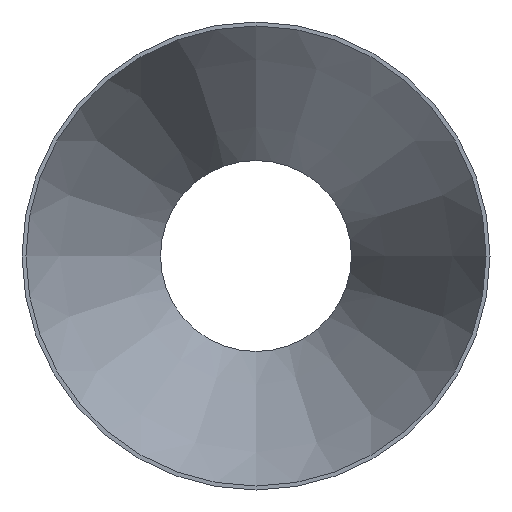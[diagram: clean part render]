
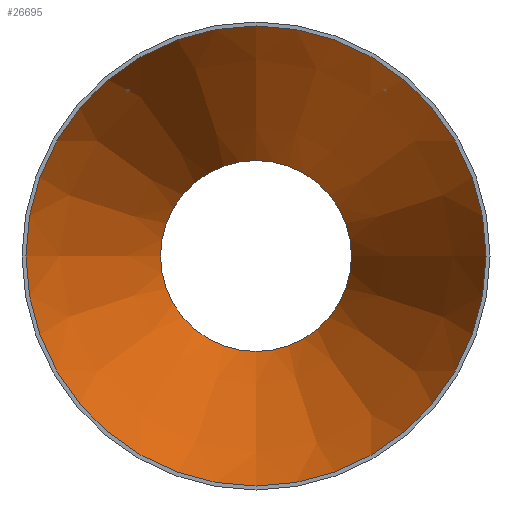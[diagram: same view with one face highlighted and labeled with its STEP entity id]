
A CAD part, front view. The second image highlights one B-rep face of the part: STEP entity #26695.
In plain terms, the highlighted conical face has half-angle 22.299 degrees and reference radius 124.838 mm.
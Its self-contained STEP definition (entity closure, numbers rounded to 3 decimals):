
#4301 = CONICAL_SURFACE ( 'NONE', #31952, 124.838, 0.389 ) ;
#4696 = CARTESIAN_POINT ( 'NONE',  ( 0., 178., -51.838 ) ) ;
#4723 = DIRECTION ( 'NONE',  ( 0., -1., 0. ) ) ;
#4932 = ORIENTED_EDGE ( 'NONE', *, *, #10351, .F. ) ;
#7004 = DIRECTION ( 'NONE',  ( 0., -1., 0. ) ) ;
#7108 = FACE_OUTER_BOUND ( 'NONE', #20391, .T. ) ;
#7267 = DIRECTION ( 'NONE',  ( 0., 0., -1. ) ) ;
#8534 = DIRECTION ( 'NONE',  ( 0., -1., 0. ) ) ;
#10351 = EDGE_CURVE ( 'NONE', #27918, #27918, #21976, .T. ) ;
#11754 = CARTESIAN_POINT ( 'NONE',  ( 0., 178., 0. ) ) ;
#15181 = EDGE_LOOP ( 'NONE', ( #4932 ) ) ;
#16922 = AXIS2_PLACEMENT_3D ( 'NONE', #24802, #8534, #22085 ) ;
#18232 = CARTESIAN_POINT ( 'NONE',  ( 0., 0., -124.838 ) ) ;
#19543 = ORIENTED_EDGE ( 'NONE', *, *, #30616, .T. ) ;
#19639 = CIRCLE ( 'NONE', #16922, 124.838 ) ;
#20391 = EDGE_LOOP ( 'NONE', ( #19543 ) ) ;
#21094 = VERTEX_POINT ( 'NONE', #18232 ) ;
#21976 = CIRCLE ( 'NONE', #29049, 51.838 ) ;
#22085 = DIRECTION ( 'NONE',  ( 0., 0., -1. ) ) ;
#22846 = FACE_BOUND ( 'NONE', #15181, .T. ) ;
#24802 = CARTESIAN_POINT ( 'NONE',  ( 0., 0., 0. ) ) ;
#26695 = ADVANCED_FACE ( 'NONE', ( #22846, #7108 ), #4301, .F. ) ;
#27273 = CARTESIAN_POINT ( 'NONE',  ( 0., 0., 0. ) ) ;
#27918 = VERTEX_POINT ( 'NONE', #4696 ) ;
#29049 = AXIS2_PLACEMENT_3D ( 'NONE', #11754, #7004, #32487 ) ;
#30616 = EDGE_CURVE ( 'NONE', #21094, #21094, #19639, .T. ) ;
#31952 = AXIS2_PLACEMENT_3D ( 'NONE', #27273, #4723, #7267 ) ;
#32487 = DIRECTION ( 'NONE',  ( 0., 0., -1. ) ) ;
